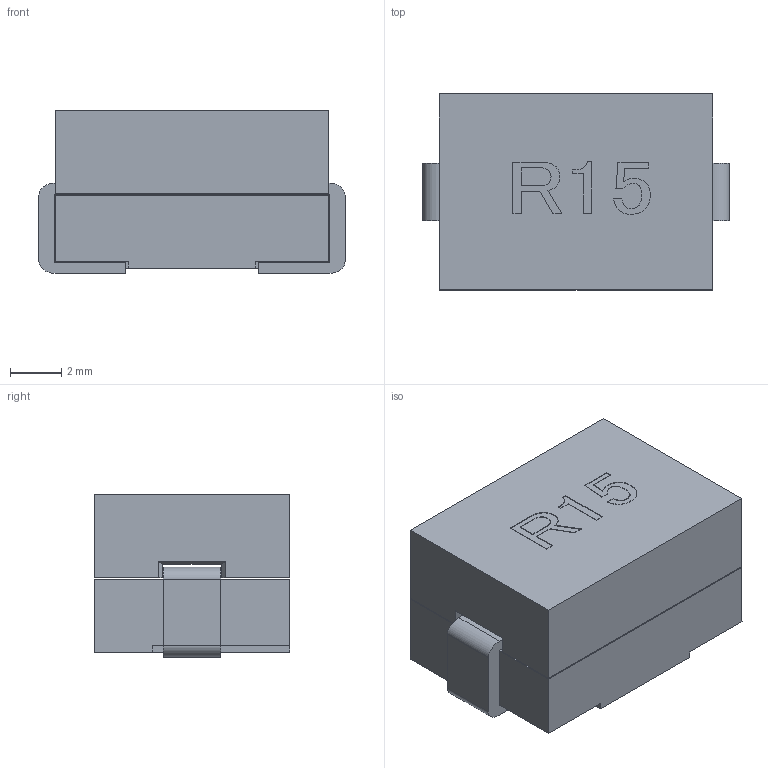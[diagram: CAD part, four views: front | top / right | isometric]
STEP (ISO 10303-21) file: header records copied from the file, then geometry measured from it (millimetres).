
FILE_DESCRIPTION( ('This file contains a STEP AP42 implementation' ,'as created by ZW3D STEP Interface translator.') ,'2;1' );
FILE_NAME( 'PB1007R15K〖〖-〖〖〖.stp' ,'21 916. 955 8', (''), ('ZWCAD Software Co.'), 'Version 1.0', 'ZW3D to STEP translator', '' );
FILE_SCHEMA( ('CONFIG_CONTROL_DESIGN') );
Length unit declared in the file: millimetre
Products named in the file (1): 0
Bounding box: 11.95 x 7.65 x 6.36 mm (x, y, z)
Volume: 503.5 mm3; surface area: 688.9 mm2
Topology: 3 solids, 3 shells, 108 faces, 290 edges, 192 vertices
Faces by surface type: bspline 108
Entity records: 3451 total; most frequent: CARTESIAN_POINT 1661, ORIENTED_EDGE 580, EDGE_CURVE 290, B_SPLINE_CURVE_WITH_KNOTS 274, VERTEX_POINT 192, EDGE_LOOP 112, FACE_OUTER_BOUND 108, ADVANCED_FACE 108
